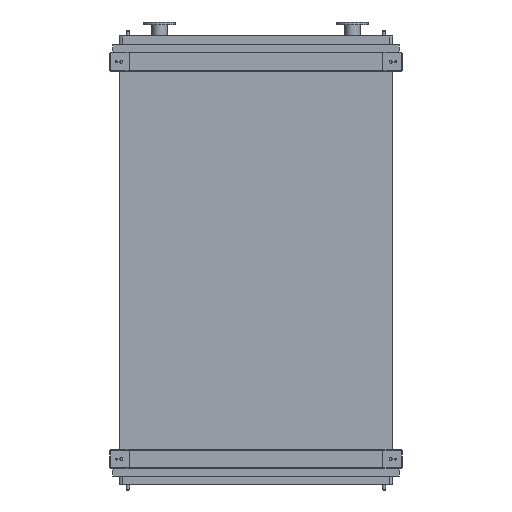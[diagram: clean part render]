
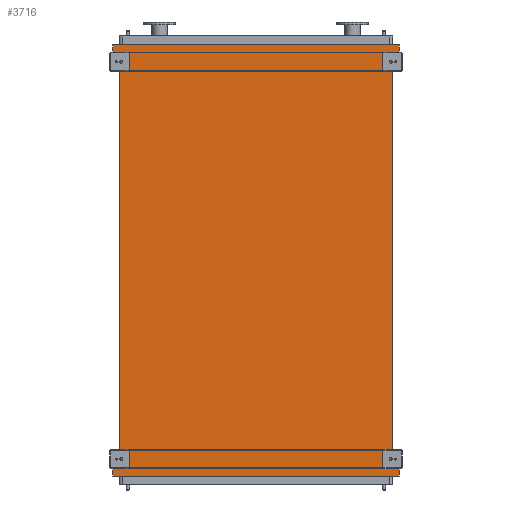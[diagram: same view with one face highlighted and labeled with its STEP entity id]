
A CAD part, front view. The second image highlights one B-rep face of the part: STEP entity #3716.
In plain terms, the highlighted planar face has unit normal (0, -1, 0).
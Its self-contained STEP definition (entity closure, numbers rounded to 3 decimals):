
#348 = LINE ( 'NONE', #15003, #23492 ) ;
#391 = LINE ( 'NONE', #15724, #19845 ) ;
#457 = DIRECTION ( 'NONE',  ( -0.655, 0., 0.755 ) ) ;
#626 = CARTESIAN_POINT ( 'NONE',  ( -965., 0., 0. ) ) ;
#721 = AXIS2_PLACEMENT_3D ( 'NONE', #7175, #14509, #3303 ) ;
#786 = CARTESIAN_POINT ( 'NONE',  ( -1011., 0., 53. ) ) ;
#1175 = CARTESIAN_POINT ( 'NONE',  ( -965., 0., -2850. ) ) ;
#1342 = VECTOR ( 'NONE', #14442, 1000. ) ;
#2517 = ORIENTED_EDGE ( 'NONE', *, *, #14393, .T. ) ;
#2642 = VECTOR ( 'NONE', #14999, 1000. ) ;
#2934 = EDGE_CURVE ( 'NONE', #11914, #4823, #391, .T. ) ;
#3050 = EDGE_CURVE ( 'NONE', #16928, #15417, #7268, .T. ) ;
#3303 = DIRECTION ( 'NONE',  ( 0., 0., -1. ) ) ;
#3431 = EDGE_CURVE ( 'NONE', #15711, #17511, #9791, .T. ) ;
#3716 = ADVANCED_FACE ( 'NONE', ( #17756 ), #12680, .T. ) ;
#3970 = DIRECTION ( 'NONE',  ( 0.655, 0., 0.755 ) ) ;
#4095 = VECTOR ( 'NONE', #11604, 1000. ) ;
#4268 = EDGE_CURVE ( 'NONE', #19851, #11914, #9154, .T. ) ;
#4397 = ORIENTED_EDGE ( 'NONE', *, *, #3431, .F. ) ;
#4618 = DIRECTION ( 'NONE',  ( 0., 0., -1. ) ) ;
#4823 = VERTEX_POINT ( 'NONE', #23451 ) ;
#5027 = CARTESIAN_POINT ( 'NONE',  ( 1011., 0., 95. ) ) ;
#5029 = CARTESIAN_POINT ( 'NONE',  ( 1011., 0., 53. ) ) ;
#5043 = LINE ( 'NONE', #5995, #14310 ) ;
#5284 = CARTESIAN_POINT ( 'NONE',  ( 1011., 0., -2903. ) ) ;
#5449 = VERTEX_POINT ( 'NONE', #5029 ) ;
#5995 = CARTESIAN_POINT ( 'NONE',  ( 1011., 0., 95. ) ) ;
#6253 = ORIENTED_EDGE ( 'NONE', *, *, #22053, .F. ) ;
#6604 = CARTESIAN_POINT ( 'NONE',  ( 965., 0., 0. ) ) ;
#6842 = EDGE_CURVE ( 'NONE', #17511, #11814, #12465, .T. ) ;
#6873 = ORIENTED_EDGE ( 'NONE', *, *, #4268, .F. ) ;
#7051 = CARTESIAN_POINT ( 'NONE',  ( -965., 0., -2850. ) ) ;
#7175 = CARTESIAN_POINT ( 'NONE',  ( -965., 0., -2850. ) ) ;
#7268 = LINE ( 'NONE', #1175, #1342 ) ;
#7277 = LINE ( 'NONE', #22884, #21826 ) ;
#7300 = VECTOR ( 'NONE', #22443, 1000. ) ;
#7419 = DIRECTION ( 'NONE',  ( 1., 0., 0. ) ) ;
#7836 = EDGE_CURVE ( 'NONE', #5449, #19568, #22982, .T. ) ;
#7855 = LINE ( 'NONE', #24007, #2642 ) ;
#8596 = EDGE_CURVE ( 'NONE', #15417, #15711, #7277, .T. ) ;
#9154 = LINE ( 'NONE', #22445, #4095 ) ;
#9163 = CARTESIAN_POINT ( 'NONE',  ( -1011., 0., 53. ) ) ;
#9169 = CARTESIAN_POINT ( 'NONE',  ( 965., 0., -2850. ) ) ;
#9461 = CARTESIAN_POINT ( 'NONE',  ( 965., 0., -2850. ) ) ;
#9686 = CARTESIAN_POINT ( 'NONE',  ( 1011., 0., 53. ) ) ;
#9691 = CARTESIAN_POINT ( 'NONE',  ( -1011., 0., -2903. ) ) ;
#9791 = LINE ( 'NONE', #786, #23771 ) ;
#9812 = EDGE_CURVE ( 'NONE', #10348, #16928, #20948, .T. ) ;
#10348 = VERTEX_POINT ( 'NONE', #20059 ) ;
#10585 = ORIENTED_EDGE ( 'NONE', *, *, #9812, .F. ) ;
#11498 = EDGE_CURVE ( 'NONE', #11814, #5449, #5043, .T. ) ;
#11604 = DIRECTION ( 'NONE',  ( 0.655, 0., -0.755 ) ) ;
#11814 = VERTEX_POINT ( 'NONE', #5027 ) ;
#11914 = VERTEX_POINT ( 'NONE', #5284 ) ;
#12465 = LINE ( 'NONE', #18340, #22166 ) ;
#12680 = PLANE ( 'NONE',  #721 ) ;
#13483 = EDGE_CURVE ( 'NONE', #18536, #10348, #348, .T. ) ;
#13599 = CARTESIAN_POINT ( 'NONE',  ( -1011., 0., -2945. ) ) ;
#13725 = ORIENTED_EDGE ( 'NONE', *, *, #6842, .F. ) ;
#14292 = ORIENTED_EDGE ( 'NONE', *, *, #8596, .F. ) ;
#14310 = VECTOR ( 'NONE', #16975, 1000. ) ;
#14393 = EDGE_CURVE ( 'NONE', #19851, #19568, #22641, .T. ) ;
#14442 = DIRECTION ( 'NONE',  ( 0., 0., 1. ) ) ;
#14509 = DIRECTION ( 'NONE',  ( 0., -1., 0. ) ) ;
#14762 = CARTESIAN_POINT ( 'NONE',  ( -1011., 0., 95. ) ) ;
#14999 = DIRECTION ( 'NONE',  ( -1., 0., 0. ) ) ;
#15003 = CARTESIAN_POINT ( 'NONE',  ( -1011., 0., -2945. ) ) ;
#15417 = VERTEX_POINT ( 'NONE', #626 ) ;
#15711 = VERTEX_POINT ( 'NONE', #9163 ) ;
#15724 = CARTESIAN_POINT ( 'NONE',  ( 1011., 0., -2903. ) ) ;
#15930 = DIRECTION ( 'NONE',  ( 0., 0., 1. ) ) ;
#16008 = ORIENTED_EDGE ( 'NONE', *, *, #2934, .F. ) ;
#16072 = VECTOR ( 'NONE', #3970, 1000. ) ;
#16704 = DIRECTION ( 'NONE',  ( 0., 0., 1. ) ) ;
#16826 = DIRECTION ( 'NONE',  ( 0., 0., 1. ) ) ;
#16928 = VERTEX_POINT ( 'NONE', #7051 ) ;
#16975 = DIRECTION ( 'NONE',  ( 0., 0., -1. ) ) ;
#16985 = EDGE_LOOP ( 'NONE', ( #2517, #17409, #18013, #13725, #4397, #14292, #24001, #10585, #20326, #6253, #16008, #6873 ) ) ;
#17207 = VECTOR ( 'NONE', #16704, 1000. ) ;
#17409 = ORIENTED_EDGE ( 'NONE', *, *, #7836, .F. ) ;
#17511 = VERTEX_POINT ( 'NONE', #14762 ) ;
#17756 = FACE_OUTER_BOUND ( 'NONE', #16985, .T. ) ;
#18013 = ORIENTED_EDGE ( 'NONE', *, *, #11498, .F. ) ;
#18340 = CARTESIAN_POINT ( 'NONE',  ( -1011., 0., 95. ) ) ;
#18536 = VERTEX_POINT ( 'NONE', #13599 ) ;
#19568 = VERTEX_POINT ( 'NONE', #6604 ) ;
#19845 = VECTOR ( 'NONE', #4618, 1000. ) ;
#19851 = VERTEX_POINT ( 'NONE', #9169 ) ;
#20059 = CARTESIAN_POINT ( 'NONE',  ( -1011., 0., -2903. ) ) ;
#20326 = ORIENTED_EDGE ( 'NONE', *, *, #13483, .F. ) ;
#20948 = LINE ( 'NONE', #9691, #16072 ) ;
#21826 = VECTOR ( 'NONE', #457, 1000. ) ;
#22053 = EDGE_CURVE ( 'NONE', #4823, #18536, #7855, .T. ) ;
#22166 = VECTOR ( 'NONE', #7419, 1000. ) ;
#22443 = DIRECTION ( 'NONE',  ( -0.655, 0., -0.755 ) ) ;
#22445 = CARTESIAN_POINT ( 'NONE',  ( 965., 0., -2850. ) ) ;
#22641 = LINE ( 'NONE', #9461, #17207 ) ;
#22884 = CARTESIAN_POINT ( 'NONE',  ( -965., 0., 0. ) ) ;
#22982 = LINE ( 'NONE', #9686, #7300 ) ;
#23451 = CARTESIAN_POINT ( 'NONE',  ( 1011., 0., -2945. ) ) ;
#23492 = VECTOR ( 'NONE', #16826, 1000. ) ;
#23771 = VECTOR ( 'NONE', #15930, 1000. ) ;
#24001 = ORIENTED_EDGE ( 'NONE', *, *, #3050, .F. ) ;
#24007 = CARTESIAN_POINT ( 'NONE',  ( 1011., 0., -2945. ) ) ;
